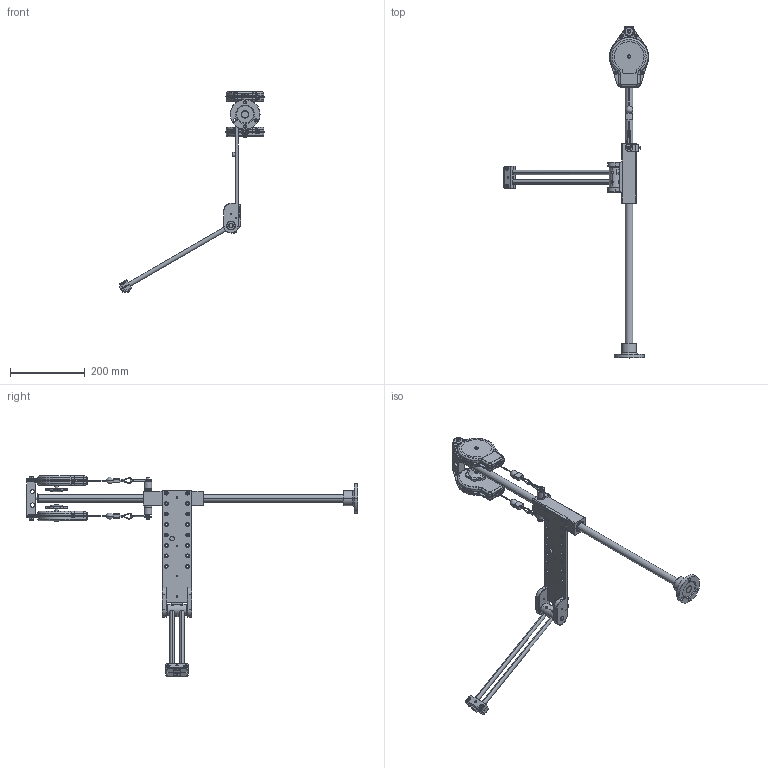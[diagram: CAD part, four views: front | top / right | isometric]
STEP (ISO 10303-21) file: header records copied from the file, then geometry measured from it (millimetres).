
FILE_DESCRIPTION((''),'2;1');
FILE_NAME('4390200700_SW','2019-04-03T16:31:11',('Toocsr'),(''),'CREO PARAMETRIC BY PTC INC, 2018100','CREO PARAMETRIC BY PTC INC, 2018100','');
FILE_SCHEMA(('CONFIG_CONTROL_DESIGN','GEOMETRIC_VALIDATION_PROPERTIES_MIM'));
Products named in the file (1): 4390200700_SW
Bounding box: 390.6 x 889.5 x 539.13 mm (x, y, z)
Volume: 1098308.7 mm3; surface area: 375783.2 mm2
Topology: 2 solids, 12 shells, 2007 faces, 4921 edges, 3061 vertices
Faces by surface type: plane 738, cylinder 703, torus 250, cone 248, sphere 36, bspline 32
Entity records: 82062 total; most frequent: CARTESIAN_POINT 20139, DIRECTION 10543, ORIENTED_EDGE 9814, EDGE_CURVE 4907, AXIS2_PLACEMENT_3D 4155, VERTEX_POINT 3061, EDGE_LOOP 2286, VECTOR 2233
